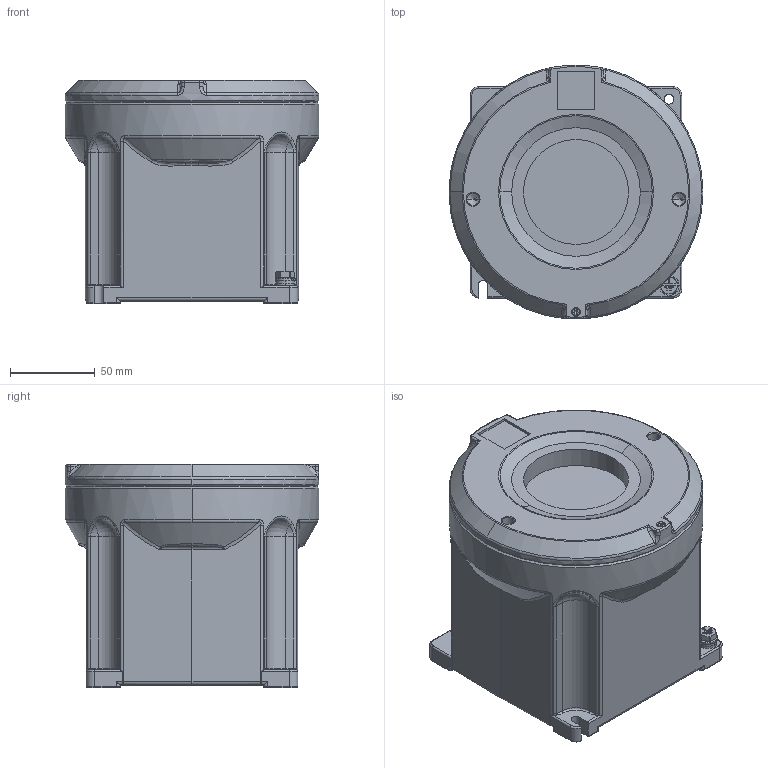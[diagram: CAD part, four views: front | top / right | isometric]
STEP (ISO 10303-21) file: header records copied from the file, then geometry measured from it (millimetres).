
FILE_DESCRIPTION (( 'STEP AP203' ), '1' );
FILE_NAME ('8265_01-__1_.STEP', '2014-04-11T06:54:32', ( 'Admin' ), ( 'R. STAHL AG' ), 'SwSTEP 2.0', 'SolidWorks 2013', '' );
FILE_SCHEMA (( 'CONFIG_CONTROL_DESIGN' ));
Length unit declared in the file: millimetre
Products named in the file (16): 506_548_0; 82_459_01_95_0; 8265_9_055_001_0; 509_656_0_2_Standard M 5; 505_706_0_M5x14; 509_656_0; 8265_01-__1_; 8265_0_005_001_0_3d export; 8265_9_004_001_6_8265_9_004_001_3; 503_681_0_M5 x 12; 8265_9_005_001_6_011 3d export; 501_619_0_M 6 x 12; 8265_9_058_011_0; 506_308_0; 82_459_01_98_0
Assembly tree (23 placements, depth 4):
  8265_01-__1_
    8265_9_004_001_6_8265_9_004_001_3
    8265_0_005_001_0_3d export
      8265_9_005_001_6_011 3d export
      8265_9_058_011_0
      82_459_01_98_0  x3
      82_459_01_95_0  x3
      509_656_0  x3
        509_656_0_2_Standard M 5
        509_656_0
    503_681_0_M5 x 12
    501_619_0_M 6 x 12
    506_308_0  x2
    506_548_0
    8265_9_055_001_0
    505_706_0_M5x14  x2
Bounding box: 150 x 150 x 132 mm (x, y, z)
Volume: 999570.7 mm3; surface area: 231038.7 mm2
Topology: 23 solids, 23 shells, 1206 faces, 2916 edges, 1710 vertices
Faces by surface type: cylinder 350, plane 323, bspline 199, torus 176, cone 142, sphere 16
Entity records: 37674 total; most frequent: CARTESIAN_POINT 14738, ORIENTED_EDGE 4470, DIRECTION 4401, EDGE_CURVE 2235, AXIS2_PLACEMENT_3D 1800, VERTEX_POINT 1332, EDGE_LOOP 999, CIRCLE 969
